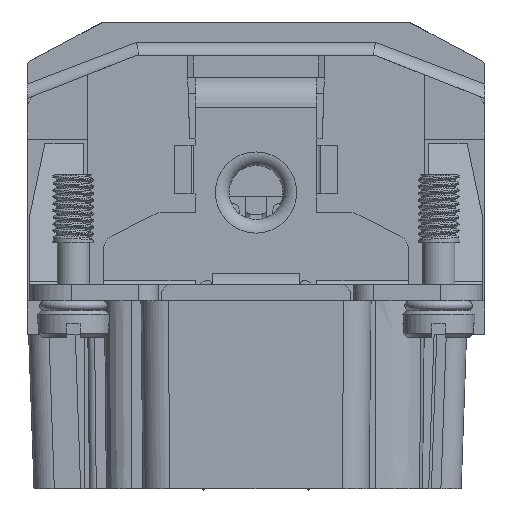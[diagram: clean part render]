
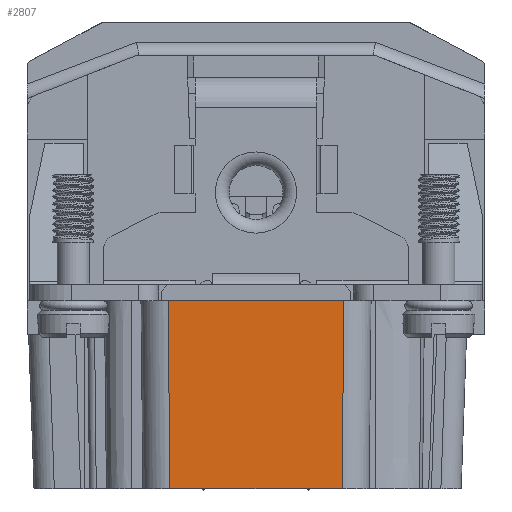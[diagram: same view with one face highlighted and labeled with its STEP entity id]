
A CAD part, left-side view. The second image highlights one B-rep face of the part: STEP entity #2807.
In plain terms, the highlighted planar face has unit normal (-1, 0, -0.011).
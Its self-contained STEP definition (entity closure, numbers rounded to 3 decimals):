
#2807=ADVANCED_FACE('',(#6713),#4986,.T.);
#4986=PLANE('',#45084);
#6713=FACE_OUTER_BOUND('',#8867,.T.);
#8867=EDGE_LOOP('',(#12317,#12318,#12319,#12320));
#12317=ORIENTED_EDGE('',*,*,#29213,.T.);
#12318=ORIENTED_EDGE('',*,*,#28529,.T.);
#12319=ORIENTED_EDGE('',*,*,#28480,.F.);
#12320=ORIENTED_EDGE('',*,*,#29111,.F.);
#24196=VERTEX_POINT('',#59969);
#24197=VERTEX_POINT('',#59971);
#24238=VERTEX_POINT('',#60067);
#24667=VERTEX_POINT('',#61394);
#28480=EDGE_CURVE('',#24196,#24197,#34980,.T.);
#28529=EDGE_CURVE('',#24238,#24197,#35020,.T.);
#29111=EDGE_CURVE('',#24667,#24196,#35424,.T.);
#29213=EDGE_CURVE('',#24667,#24238,#35513,.T.);
#34980=LINE('',#59970,#39861);
#35020=LINE('',#60066,#39901);
#35424=LINE('',#61395,#40305);
#35513=LINE('',#61601,#40394);
#39861=VECTOR('',#48213,1.);
#39901=VECTOR('',#48283,1.);
#40305=VECTOR('',#49277,1.);
#40394=VECTOR('',#49444,1.);
#45084=AXIS2_PLACEMENT_3D('',#61620,#49461,#49462);
#48213=DIRECTION('',(-0.01,0.01,1.));
#48283=DIRECTION('',(0.,1.,0.));
#49277=DIRECTION('',(0.,1.,0.));
#49444=DIRECTION('',(-0.01,-0.01,1.));
#49461=DIRECTION('',(-1.,0.,-0.01));
#49462=DIRECTION('',(-0.01,0.,1.));
#59969=CARTESIAN_POINT('',(-25.204,6.355,-13.3));
#59970=CARTESIAN_POINT('',(-25.349,6.499,0.525));
#59971=CARTESIAN_POINT('',(-25.35,6.5,0.62));
#60066=CARTESIAN_POINT('',(-25.35,-0.675,0.62));
#60067=CARTESIAN_POINT('',(-25.35,-6.5,0.62));
#61394=CARTESIAN_POINT('',(-25.204,-6.355,-13.3));
#61395=CARTESIAN_POINT('',(-25.204,0.,-13.3));
#61601=CARTESIAN_POINT('',(-25.349,-6.499,0.539));
#61620=CARTESIAN_POINT('',(-25.35,-0.675,0.6));
